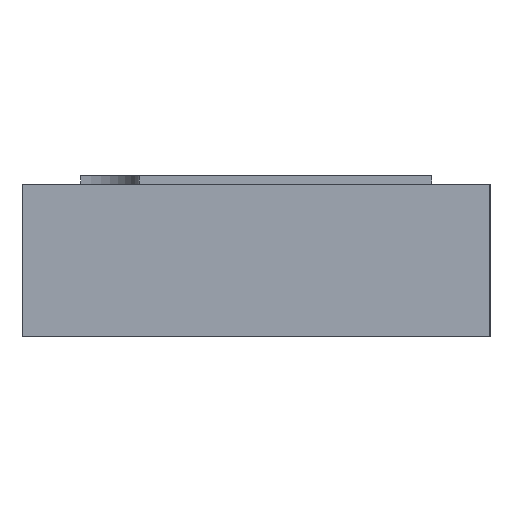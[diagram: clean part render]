
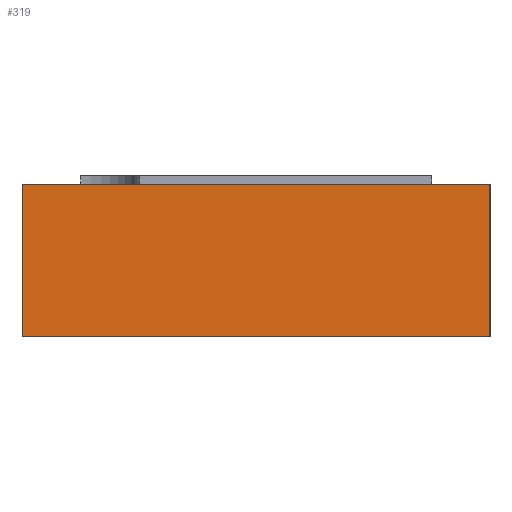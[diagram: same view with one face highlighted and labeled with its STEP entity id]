
A CAD part, left-side view. The second image highlights one B-rep face of the part: STEP entity #319.
In plain terms, the highlighted planar face has unit normal (-1, 0, 0).
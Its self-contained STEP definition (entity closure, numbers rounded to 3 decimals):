
#87=ORIENTED_EDGE('',*,*,#138,.T.);
#88=ORIENTED_EDGE('',*,*,#139,.F.);
#89=ORIENTED_EDGE('',*,*,#140,.F.);
#90=ORIENTED_EDGE('',*,*,#141,.T.);
#138=EDGE_CURVE('',#168,#169,#201,.T.);
#139=EDGE_CURVE('',#170,#169,#202,.T.);
#140=EDGE_CURVE('',#171,#170,#203,.T.);
#141=EDGE_CURVE('',#171,#168,#204,.T.);
#168=VERTEX_POINT('',#531);
#169=VERTEX_POINT('',#532);
#170=VERTEX_POINT('',#534);
#171=VERTEX_POINT('',#536);
#201=LINE('',#530,#238);
#202=LINE('',#533,#239);
#203=LINE('',#535,#240);
#204=LINE('',#537,#241);
#238=VECTOR('',#445,1000.);
#239=VECTOR('',#446,1000.);
#240=VECTOR('',#447,1000.);
#241=VECTOR('',#448,1000.);
#263=EDGE_LOOP('',(#87,#88,#89,#90));
#282=FACE_BOUND('',#263,.T.);
#300=PLANE('',#377);
#319=ADVANCED_FACE('',(#282),#300,.F.);
#377=AXIS2_PLACEMENT_3D('',#529,#443,#444);
#443=DIRECTION('',(1.,0.,0.));
#444=DIRECTION('',(0.,0.,-1.));
#445=DIRECTION('',(0.,1.,0.));
#446=DIRECTION('',(0.,0.,1.));
#447=DIRECTION('',(0.,1.,0.));
#448=DIRECTION('',(0.,0.,1.));
#529=CARTESIAN_POINT('',(-0.8,-0.4,-0.26));
#530=CARTESIAN_POINT('',(-0.8,-0.4,0.));
#531=CARTESIAN_POINT('',(-0.8,-0.4,0.));
#532=CARTESIAN_POINT('',(-0.8,0.4,0.));
#533=CARTESIAN_POINT('',(-0.8,0.4,-0.26));
#534=CARTESIAN_POINT('',(-0.8,0.4,-0.26));
#535=CARTESIAN_POINT('',(-0.8,-0.4,-0.26));
#536=CARTESIAN_POINT('',(-0.8,-0.4,-0.26));
#537=CARTESIAN_POINT('',(-0.8,-0.4,-0.26));
